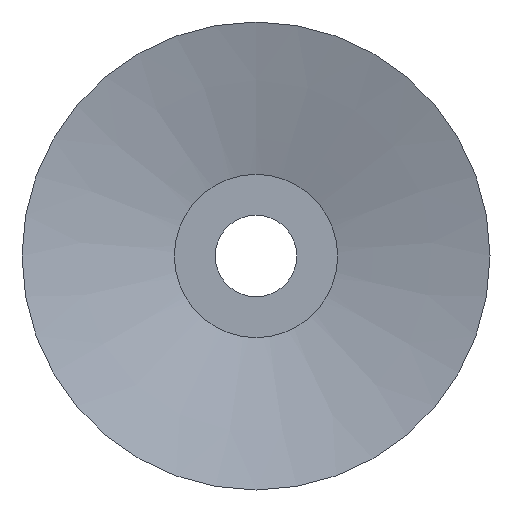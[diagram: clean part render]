
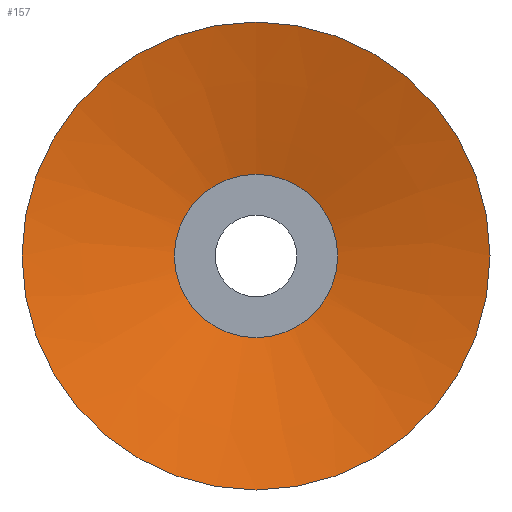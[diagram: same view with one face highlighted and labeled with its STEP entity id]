
A CAD part, front view. The second image highlights one B-rep face of the part: STEP entity #157.
In plain terms, the highlighted conical face has half-angle 75 degrees and reference radius 43 mm.
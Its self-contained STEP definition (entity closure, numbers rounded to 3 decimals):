
#153=CONICAL_SURFACE('',#370,43.,75.);
#157=ADVANCED_FACE('',(#183,#184),#153,.F.);
#183=FACE_BOUND('',#209,.T.);
#184=FACE_BOUND('',#210,.T.);
#209=EDGE_LOOP('',(#241));
#210=EDGE_LOOP('',(#242));
#241=ORIENTED_EDGE('',*,*,#325,.T.);
#242=ORIENTED_EDGE('',*,*,#323,.F.);
#299=VERTEX_POINT('',#481);
#301=VERTEX_POINT('',#486);
#323=EDGE_CURVE('',#299,#299,#353,.T.);
#325=EDGE_CURVE('',#301,#301,#355,.T.);
#353=CIRCLE('',#366,43.);
#355=CIRCLE('',#369,11.);
#366=AXIS2_PLACEMENT_3D('',#480,#399,#400);
#369=AXIS2_PLACEMENT_3D('',#485,#405,#406);
#370=AXIS2_PLACEMENT_3D('',#487,#407,#408);
#399=DIRECTION('',(0.,1.,0.));
#400=DIRECTION('',(0.,0.,1.));
#405=DIRECTION('',(0.,1.,0.));
#406=DIRECTION('',(0.,0.,1.));
#407=DIRECTION('',(0.,-1.,0.));
#408=DIRECTION('',(0.,0.,-1.));
#480=CARTESIAN_POINT('',(0.,0.,0.));
#481=CARTESIAN_POINT('',(0.,0.,43.));
#485=CARTESIAN_POINT('',(0.,8.574,0.));
#486=CARTESIAN_POINT('',(0.,8.574,11.));
#487=CARTESIAN_POINT('',(0.,0.,0.));
